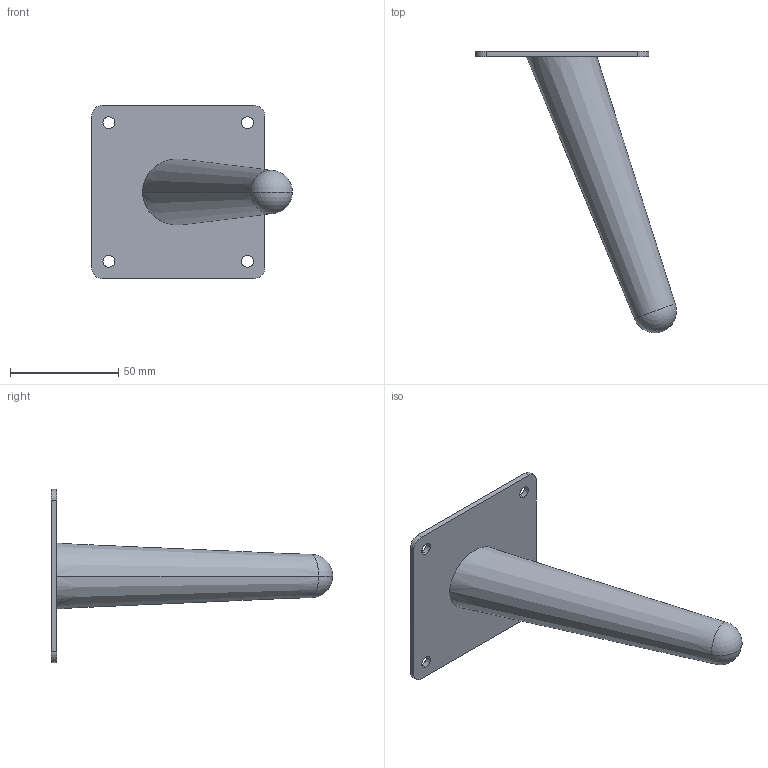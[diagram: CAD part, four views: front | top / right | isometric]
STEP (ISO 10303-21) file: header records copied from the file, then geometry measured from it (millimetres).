
FILE_DESCRIPTION (( 'STEP AP214' ), '1' );
FILE_NAME ('F002858_3D.step', '2022-10-10T15:16:33', ( '' ), ( '' ), 'SwSTEP 2.0', 'SolidWorks 2020', '' );
FILE_SCHEMA (( 'AUTOMOTIVE_DESIGN' ));
Length unit declared in the file: millimetre
Products named in the file (1): F002858_3D
Bounding box: 92.77 x 130 x 80 mm (x, y, z)
Volume: 81431.3 mm3; surface area: 23307.4 mm2
Topology: 1 solids, 1 shells, 22 faces, 60 edges, 39 vertices
Faces by surface type: cylinder 12, plane 6, sphere 2, cone 2
Entity records: 730 total; most frequent: DIRECTION 128, CARTESIAN_POINT 122, ORIENTED_EDGE 112, EDGE_CURVE 56, AXIS2_PLACEMENT_3D 51, VERTEX_POINT 37, EDGE_LOOP 31, CIRCLE 28
